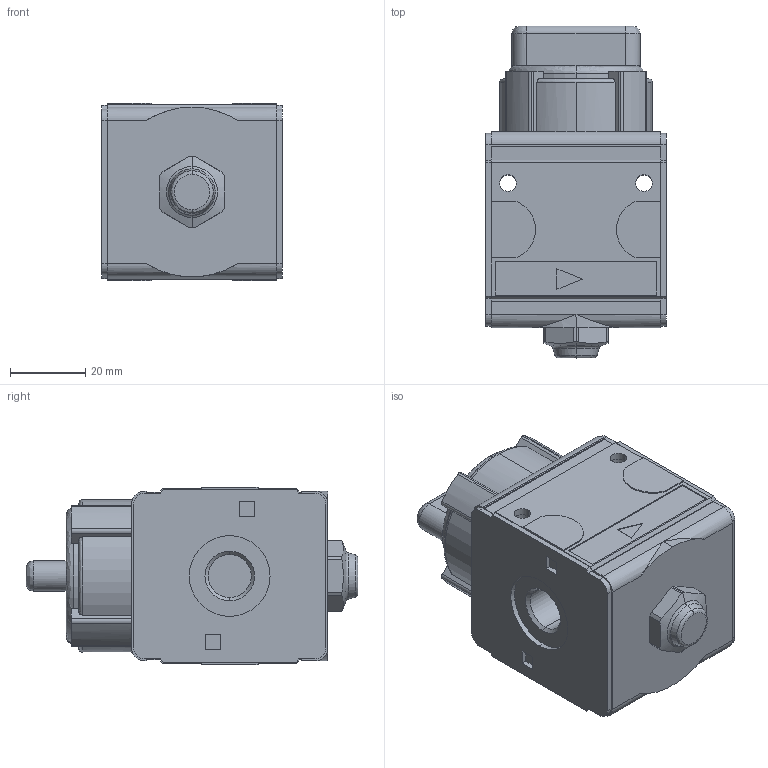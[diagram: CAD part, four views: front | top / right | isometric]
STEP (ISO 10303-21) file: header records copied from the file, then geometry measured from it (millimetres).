
FILE_DESCRIPTION (( 'STEP AP214' ), '1' );
FILE_NAME ('KN-K11.STEP', '2017-10-19T08:55:18', ( '' ), ( '' ), 'SwSTEP 2.0', 'SolidWorks 2017', '' );
FILE_SCHEMA (( 'AUTOMOTIVE_DESIGN' ));
Length unit declared in the file: millimetre
Products named in the file (1): KN-K11
Bounding box: 47.8 x 88 x 47 mm (x, y, z)
Volume: 135645.4 mm3; surface area: 19910.4 mm2
Topology: 1 solids, 1 shells, 256 faces, 665 edges, 431 vertices
Faces by surface type: plane 147, cylinder 78, cone 18, bspline 13
Entity records: 10889 total; most frequent: CARTESIAN_POINT 1765, ORIENTED_EDGE 1330, DIRECTION 1311, EDGE_CURVE 665, AXIS2_PLACEMENT_3D 443, VERTEX_POINT 431, VECTOR 425, LINE 425
